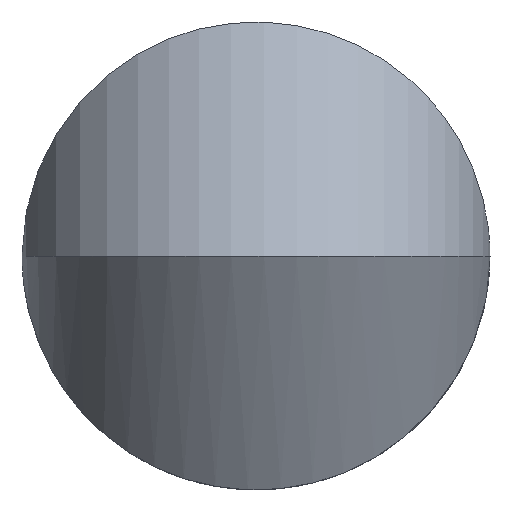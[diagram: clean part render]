
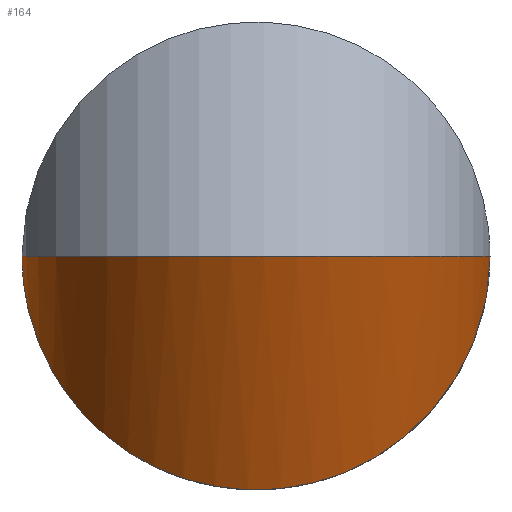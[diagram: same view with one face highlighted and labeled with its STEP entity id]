
A CAD part, left-side view. The second image highlights one B-rep face of the part: STEP entity #164.
In plain terms, the highlighted cylindrical face has radius 20 mm (diameter 40 mm), a partial arc.
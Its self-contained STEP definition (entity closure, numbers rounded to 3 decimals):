
#8 = AXIS2_PLACEMENT_3D ( 'NONE', #32, #155, #199 ) ;
#13 = CARTESIAN_POINT ( 'NONE',  ( 0., 20., 0. ) ) ;
#32 = CARTESIAN_POINT ( 'NONE',  ( 0., 0., 0. ) ) ;
#34 = CARTESIAN_POINT ( 'NONE',  ( 0., 20., 0. ) ) ;
#36 = EDGE_LOOP ( 'NONE', ( #97, #258 ) ) ;
#78 = CARTESIAN_POINT ( 'NONE',  ( 0., -20., 0. ) ) ;
#90 = EDGE_CURVE ( 'NONE', #226, #129, #267, .T. ) ;
#97 = ORIENTED_EDGE ( 'NONE', *, *, #163, .F. ) ;
#112 = CARTESIAN_POINT ( 'NONE',  ( -46.188, 20., 0. ) ) ;
#129 = VERTEX_POINT ( 'NONE', #221 ) ;
#155 = DIRECTION ( 'NONE',  ( -0.5, 0., 0.866 ) ) ;
#159 = CYLINDRICAL_SURFACE ( 'NONE', #8, 20. ) ;
#163 = EDGE_CURVE ( 'NONE', #129, #226, #211, .T. ) ;
#164 = ADVANCED_FACE ( 'NONE', ( #256 ), #159, .T. ) ;
#177 = CARTESIAN_POINT ( 'NONE',  ( -23.094, -20., -40. ) ) ;
#178 = CARTESIAN_POINT ( 'NONE',  ( 0., -20., 0. ) ) ;
#198 = CARTESIAN_POINT ( 'NONE',  ( -23.094, 20., -40. ) ) ;
#199 = DIRECTION ( 'NONE',  ( 0.866, 0., 0.5 ) ) ;
#202 = CARTESIAN_POINT ( 'NONE',  ( 0., -20., 0. ) ) ;
#211 =( BOUNDED_CURVE ( )  B_SPLINE_CURVE ( 3, ( #34, #112, #266, #178 ),
 .UNSPECIFIED., .F., .F. ) 
 B_SPLINE_CURVE_WITH_KNOTS ( ( 4, 4 ),
 ( 4.712, 7.854 ),
 .UNSPECIFIED. ) 
 CURVE ( )  GEOMETRIC_REPRESENTATION_ITEM ( )  RATIONAL_B_SPLINE_CURVE ( ( 1., 0.333, 0.333, 1. ) ) 
 REPRESENTATION_ITEM ( '' )  );
#221 = CARTESIAN_POINT ( 'NONE',  ( 0., 20., 0. ) ) ;
#226 = VERTEX_POINT ( 'NONE', #78 ) ;
#256 = FACE_OUTER_BOUND ( 'NONE', #36, .T. ) ;
#258 = ORIENTED_EDGE ( 'NONE', *, *, #90, .F. ) ;
#266 = CARTESIAN_POINT ( 'NONE',  ( -46.188, -20., 0. ) ) ;
#267 =( BOUNDED_CURVE ( )  B_SPLINE_CURVE ( 3, ( #202, #177, #198, #13 ),
 .UNSPECIFIED., .F., .T. ) 
 B_SPLINE_CURVE_WITH_KNOTS ( ( 4, 4 ),
 ( 1.571, 4.712 ),
 .UNSPECIFIED. ) 
 CURVE ( )  GEOMETRIC_REPRESENTATION_ITEM ( )  RATIONAL_B_SPLINE_CURVE ( ( 1., 0.333, 0.333, 1. ) ) 
 REPRESENTATION_ITEM ( '' )  );
